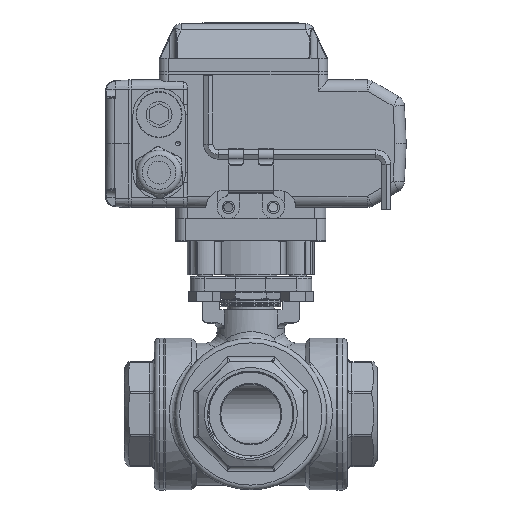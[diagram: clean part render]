
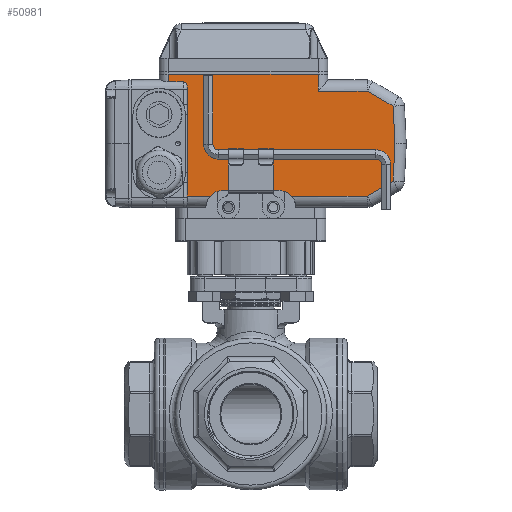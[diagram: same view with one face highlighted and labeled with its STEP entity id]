
A CAD part, top view. The second image highlights one B-rep face of the part: STEP entity #50981.
In plain terms, the highlighted face is planar.
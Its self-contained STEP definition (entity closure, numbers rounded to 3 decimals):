
#1113=PLANE('',#54901);
#3477=LINE('',#108090,#7480);
#3482=LINE('',#108125,#7485);
#3884=LINE('',#110030,#7887);
#3885=LINE('',#110032,#7888);
#3886=LINE('',#110037,#7889);
#3887=LINE('',#110041,#7890);
#3888=LINE('',#110043,#7891);
#3889=LINE('',#110045,#7892);
#3890=LINE('',#110047,#7893);
#3891=LINE('',#110049,#7894);
#3892=LINE('',#110051,#7895);
#3893=LINE('',#110052,#7896);
#3894=LINE('',#110062,#7897);
#3895=LINE('',#110064,#7898);
#3896=LINE('',#110066,#7899);
#7480=VECTOR('',#61277,1000.);
#7485=VECTOR('',#61310,1000.);
#7887=VECTOR('',#63248,1000.);
#7888=VECTOR('',#63251,1000.);
#7889=VECTOR('',#63254,1000.);
#7890=VECTOR('',#63257,1000.);
#7891=VECTOR('',#63258,1000.);
#7892=VECTOR('',#63259,1000.);
#7893=VECTOR('',#63260,1000.);
#7894=VECTOR('',#63261,1000.);
#7895=VECTOR('',#63262,1000.);
#7896=VECTOR('',#63263,1000.);
#7897=VECTOR('',#63264,1000.);
#7898=VECTOR('',#63265,1000.);
#7899=VECTOR('',#63266,1000.);
#11884=B_SPLINE_CURVE_WITH_KNOTS('',3,(#110054,#110055,#110056,#110057,
#110058,#110059,#110060),.UNSPECIFIED.,.F.,.F.,(4,1,1,1,4),(0.,
0.001,0.003,0.004,0.005),
 .UNSPECIFIED.);
#18231=ORIENTED_EDGE('',*,*,#30643,.T.);
#18232=ORIENTED_EDGE('',*,*,#30644,.F.);
#18233=ORIENTED_EDGE('',*,*,#30645,.F.);
#18234=ORIENTED_EDGE('',*,*,#30646,.F.);
#18235=ORIENTED_EDGE('',*,*,#30647,.T.);
#18236=ORIENTED_EDGE('',*,*,#30648,.T.);
#18237=ORIENTED_EDGE('',*,*,#30649,.T.);
#18238=ORIENTED_EDGE('',*,*,#30650,.T.);
#18239=ORIENTED_EDGE('',*,*,#30651,.T.);
#18240=ORIENTED_EDGE('',*,*,#30652,.T.);
#18241=ORIENTED_EDGE('',*,*,#29750,.F.);
#18242=ORIENTED_EDGE('',*,*,#29733,.F.);
#18243=ORIENTED_EDGE('',*,*,#30642,.T.);
#18244=ORIENTED_EDGE('',*,*,#30653,.T.);
#18245=ORIENTED_EDGE('',*,*,#30654,.T.);
#18246=ORIENTED_EDGE('',*,*,#30655,.T.);
#18247=ORIENTED_EDGE('',*,*,#30656,.T.);
#18248=ORIENTED_EDGE('',*,*,#30657,.T.);
#29733=EDGE_CURVE('',#36611,#36604,#3477,.T.);
#29750=EDGE_CURVE('',#36604,#36628,#3482,.T.);
#30642=EDGE_CURVE('',#36611,#37176,#3884,.T.);
#30643=EDGE_CURVE('',#37177,#37178,#3885,.T.);
#30644=EDGE_CURVE('',#37179,#37178,#40759,.T.);
#30645=EDGE_CURVE('',#37180,#37179,#3886,.T.);
#30646=EDGE_CURVE('',#37181,#37180,#40760,.T.);
#30647=EDGE_CURVE('',#37181,#37182,#3887,.T.);
#30648=EDGE_CURVE('',#37182,#37183,#3888,.T.);
#30649=EDGE_CURVE('',#37183,#37184,#3889,.T.);
#30650=EDGE_CURVE('',#37184,#37185,#3890,.T.);
#30651=EDGE_CURVE('',#37185,#37186,#3891,.T.);
#30652=EDGE_CURVE('',#37186,#36628,#3892,.T.);
#30653=EDGE_CURVE('',#37176,#37187,#3893,.T.);
#30654=EDGE_CURVE('',#37187,#37188,#11884,.T.);
#30655=EDGE_CURVE('',#37188,#37189,#3894,.T.);
#30656=EDGE_CURVE('',#37189,#37190,#3895,.T.);
#30657=EDGE_CURVE('',#37190,#37177,#3896,.T.);
#36604=VERTEX_POINT('',#108076);
#36611=VERTEX_POINT('',#108089);
#36628=VERTEX_POINT('',#108126);
#37176=VERTEX_POINT('',#110029);
#37177=VERTEX_POINT('',#110033);
#37178=VERTEX_POINT('',#110034);
#37179=VERTEX_POINT('',#110036);
#37180=VERTEX_POINT('',#110038);
#37181=VERTEX_POINT('',#110040);
#37182=VERTEX_POINT('',#110042);
#37183=VERTEX_POINT('',#110044);
#37184=VERTEX_POINT('',#110046);
#37185=VERTEX_POINT('',#110048);
#37186=VERTEX_POINT('',#110050);
#37187=VERTEX_POINT('',#110053);
#37188=VERTEX_POINT('',#110061);
#37189=VERTEX_POINT('',#110063);
#37190=VERTEX_POINT('',#110065);
#40759=CIRCLE('',#54902,9.);
#40760=CIRCLE('',#54903,9.);
#43606=EDGE_LOOP('',(#18231,#18232,#18233,#18234,#18235,#18236,#18237,#18238,
#18239,#18240,#18241,#18242,#18243,#18244,#18245,#18246,#18247,#18248));
#47216=FACE_BOUND('',#43606,.T.);
#50981=ADVANCED_FACE('',(#47216),#1113,.F.);
#54901=AXIS2_PLACEMENT_3D('',#110031,#63249,#63250);
#54902=AXIS2_PLACEMENT_3D('',#110035,#63252,#63253);
#54903=AXIS2_PLACEMENT_3D('',#110039,#63255,#63256);
#61277=DIRECTION('',(-1.,0.,0.));
#61310=DIRECTION('',(0.,0.,1.));
#63248=DIRECTION('',(0.,0.,1.));
#63249=DIRECTION('',(0.,1.,0.));
#63250=DIRECTION('',(0.,0.,1.));
#63251=DIRECTION('',(-1.,0.,0.));
#63252=DIRECTION('',(0.,-1.,0.));
#63253=DIRECTION('',(0.,0.,1.));
#63254=DIRECTION('',(1.,0.,0.));
#63255=DIRECTION('',(0.,-1.,0.));
#63256=DIRECTION('',(0.,0.,-1.));
#63257=DIRECTION('',(-1.,0.,0.));
#63258=DIRECTION('',(-0.866,0.,-0.5));
#63259=DIRECTION('',(-0.05,0.,-0.999));
#63260=DIRECTION('',(0.05,0.,-0.999));
#63261=DIRECTION('',(0.866,0.,-0.5));
#63262=DIRECTION('',(1.,0.,0.));
#63263=DIRECTION('',(-1.,0.,0.));
#63264=DIRECTION('',(0.,0.,1.));
#63265=DIRECTION('',(0.,0.,1.));
#63266=DIRECTION('',(0.,0.,1.));
#108076=CARTESIAN_POINT('',(-36.,-43.,-37.));
#108089=CARTESIAN_POINT('',(44.,-43.,-37.));
#108090=CARTESIAN_POINT('',(44.,-43.,-37.));
#108125=CARTESIAN_POINT('',(-36.,-43.,-37.));
#108126=CARTESIAN_POINT('',(-36.,-43.,-28.));
#110029=CARTESIAN_POINT('',(44.,-43.,-33.));
#110030=CARTESIAN_POINT('',(44.,-43.,-37.));
#110031=CARTESIAN_POINT('',(-62.144,-43.,-28.));
#110032=CARTESIAN_POINT('',(-62.144,-43.,28.));
#110033=CARTESIAN_POINT('',(34.,-43.,28.));
#110034=CARTESIAN_POINT('',(21.708,-43.,28.));
#110035=CARTESIAN_POINT('',(15.,-43.,34.));
#110036=CARTESIAN_POINT('',(15.,-43.,25.));
#110037=CARTESIAN_POINT('',(-15.,-43.,25.));
#110038=CARTESIAN_POINT('',(-15.,-43.,25.));
#110039=CARTESIAN_POINT('',(-15.,-43.,34.));
#110040=CARTESIAN_POINT('',(-21.708,-43.,28.));
#110041=CARTESIAN_POINT('',(-62.144,-43.,28.));
#110042=CARTESIAN_POINT('',(-62.144,-43.,28.));
#110043=CARTESIAN_POINT('',(-76.,-43.,20.));
#110044=CARTESIAN_POINT('',(-76.,-43.,20.));
#110045=CARTESIAN_POINT('',(-77.007,-43.,-0.297));
#110046=CARTESIAN_POINT('',(-76.993,-43.,0.));
#110047=CARTESIAN_POINT('',(-76.,-43.,-20.));
#110048=CARTESIAN_POINT('',(-76.,-43.,-20.));
#110049=CARTESIAN_POINT('',(-62.144,-43.,-28.));
#110050=CARTESIAN_POINT('',(-62.144,-43.,-28.));
#110051=CARTESIAN_POINT('',(-36.,-43.,-28.));
#110052=CARTESIAN_POINT('',(44.,-43.,-33.));
#110053=CARTESIAN_POINT('',(36.,-43.,-33.));
#110054=CARTESIAN_POINT('',(36.,-43.,-33.));
#110055=CARTESIAN_POINT('',(35.576,-43.,-33.));
#110056=CARTESIAN_POINT('',(34.756,-43.,-32.643));
#110057=CARTESIAN_POINT('',(34.128,-43.,-31.495));
#110058=CARTESIAN_POINT('',(33.99,-43.,-30.249));
#110059=CARTESIAN_POINT('',(34.,-43.,-29.417));
#110060=CARTESIAN_POINT('',(34.,-43.,-29.));
#110061=CARTESIAN_POINT('',(34.,-43.,-29.));
#110062=CARTESIAN_POINT('',(34.,-43.,34.));
#110063=CARTESIAN_POINT('',(34.,-43.,-20.696));
#110064=CARTESIAN_POINT('',(34.,-43.,34.));
#110065=CARTESIAN_POINT('',(34.,-43.,20.696));
#110066=CARTESIAN_POINT('',(34.,-43.,34.));
